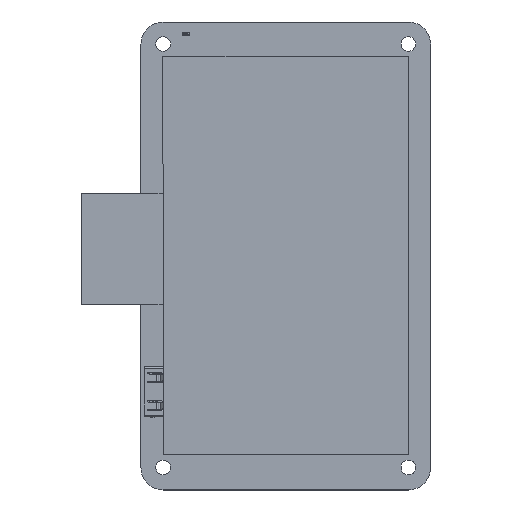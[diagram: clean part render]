
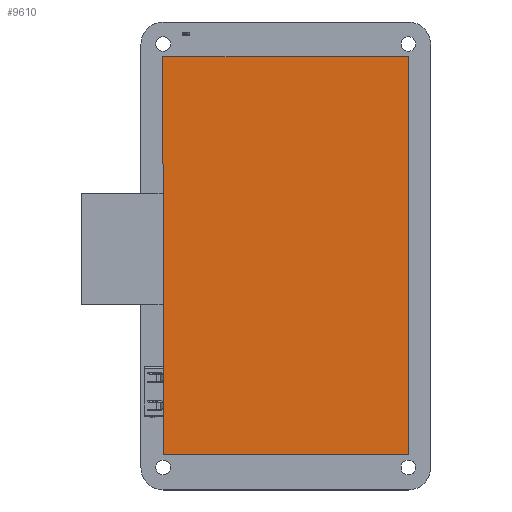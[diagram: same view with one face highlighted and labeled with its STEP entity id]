
A CAD part, top view. The second image highlights one B-rep face of the part: STEP entity #9610.
In plain terms, the highlighted planar face has unit normal (0, 0, 1).
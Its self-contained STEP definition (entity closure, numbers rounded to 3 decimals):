
#9481 = VERTEX_POINT('',#9482);
#9482 = CARTESIAN_POINT('',(-27.424,-44.65,4.1));
#9488 = EDGE_CURVE('',#9481,#9489,#9491,.T.);
#9489 = VERTEX_POINT('',#9490);
#9490 = CARTESIAN_POINT('',(27.552,-44.65,4.1));
#9491 = LINE('',#9492,#9493);
#9492 = CARTESIAN_POINT('',(-27.424,-44.65,4.1));
#9493 = VECTOR('',#9494,1.);
#9494 = DIRECTION('',(1.,0.,0.));
#9519 = EDGE_CURVE('',#9489,#9520,#9522,.T.);
#9520 = VERTEX_POINT('',#9521);
#9521 = CARTESIAN_POINT('',(27.552,44.65,4.1));
#9522 = LINE('',#9523,#9524);
#9523 = CARTESIAN_POINT('',(27.552,-44.65,4.1));
#9524 = VECTOR('',#9525,1.);
#9525 = DIRECTION('',(0.,1.,0.));
#9550 = EDGE_CURVE('',#9520,#9551,#9553,.T.);
#9551 = VERTEX_POINT('',#9552);
#9552 = CARTESIAN_POINT('',(-27.552,44.65,4.1));
#9553 = LINE('',#9554,#9555);
#9554 = CARTESIAN_POINT('',(27.552,44.65,4.1));
#9555 = VECTOR('',#9556,1.);
#9556 = DIRECTION('',(-1.,0.,0.));
#9581 = EDGE_CURVE('',#9551,#9481,#9582,.T.);
#9582 = LINE('',#9583,#9584);
#9583 = CARTESIAN_POINT('',(-27.552,44.65,4.1));
#9584 = VECTOR('',#9585,1.);
#9585 = DIRECTION('',(0.001,-1.,0.));
#9610 = ADVANCED_FACE('',(#9611),#9617,.T.);
#9611 = FACE_BOUND('',#9612,.T.);
#9612 = EDGE_LOOP('',(#9613,#9614,#9615,#9616));
#9613 = ORIENTED_EDGE('',*,*,#9488,.T.);
#9614 = ORIENTED_EDGE('',*,*,#9519,.T.);
#9615 = ORIENTED_EDGE('',*,*,#9550,.T.);
#9616 = ORIENTED_EDGE('',*,*,#9581,.T.);
#9617 = PLANE('',#9618);
#9618 = AXIS2_PLACEMENT_3D('',#9619,#9620,#9621);
#9619 = CARTESIAN_POINT('',(0.032,0.02,
    4.1));
#9620 = DIRECTION('',(0.,0.,1.));
#9621 = DIRECTION('',(1.,0.,-0.));
